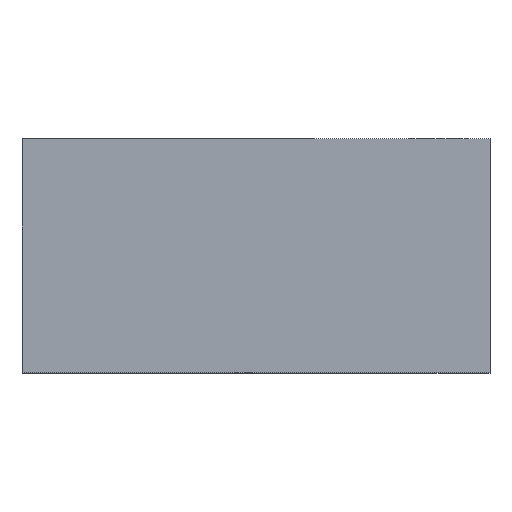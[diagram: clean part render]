
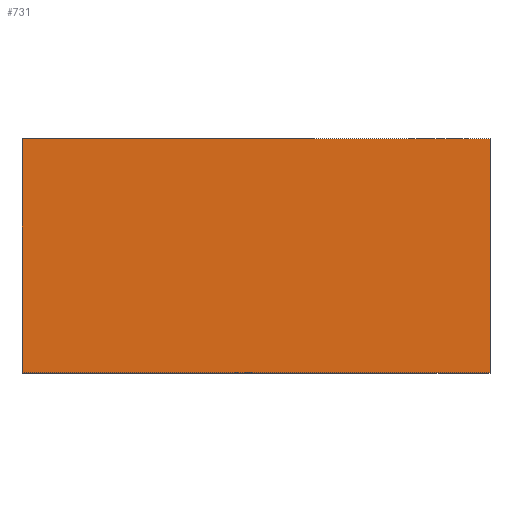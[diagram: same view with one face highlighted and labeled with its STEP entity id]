
A CAD part, top view. The second image highlights one B-rep face of the part: STEP entity #731.
In plain terms, the highlighted planar face has unit normal (0, 0, 1).
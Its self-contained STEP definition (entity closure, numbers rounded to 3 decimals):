
#109=DIRECTION('',(-1.,0.,0.));
#110=VECTOR('',#109,24.);
#111=CARTESIAN_POINT('',(40.,12.,11.));
#112=LINE('',#111,#110);
#245=DIRECTION('',(0.,1.,0.));
#246=VECTOR('',#245,12.);
#247=CARTESIAN_POINT('',(16.,0.,11.));
#248=LINE('',#247,#246);
#249=DIRECTION('',(0.,-1.,0.));
#250=VECTOR('',#249,12.);
#251=CARTESIAN_POINT('',(40.,12.,11.));
#252=LINE('',#251,#250);
#253=DIRECTION('',(-1.,0.,0.));
#254=VECTOR('',#253,24.);
#255=CARTESIAN_POINT('',(40.,0.,11.));
#256=LINE('',#255,#254);
#297=CARTESIAN_POINT('',(40.,12.,11.));
#299=VERTEX_POINT('',#297);
#309=CARTESIAN_POINT('',(40.,0.,11.));
#310=VERTEX_POINT('',#309);
#336=CARTESIAN_POINT('',(16.,0.,11.));
#338=VERTEX_POINT('',#336);
#344=CARTESIAN_POINT('',(16.,12.,11.));
#346=VERTEX_POINT('',#344);
#720=CARTESIAN_POINT('',(31.,10.,11.));
#721=DIRECTION('',(0.,0.,1.));
#722=DIRECTION('',(1.,0.,0.));
#723=AXIS2_PLACEMENT_3D('',#720,#721,#722);
#724=PLANE('',#723);
#725=ORIENTED_EDGE('',*,*,#501,.T.);
#726=ORIENTED_EDGE('',*,*,#535,.F.);
#727=ORIENTED_EDGE('',*,*,#699,.T.);
#728=ORIENTED_EDGE('',*,*,#618,.T.);
#729=EDGE_LOOP('',(#725,#726,#727,#728));
#730=FACE_OUTER_BOUND('',#729,.F.);
#731=ADVANCED_FACE('',(#730),#724,.T.);
#501=EDGE_CURVE('',#338,#346,#248,.T.);
#535=EDGE_CURVE('',#299,#346,#112,.T.);
#618=EDGE_CURVE('',#310,#338,#256,.T.);
#699=EDGE_CURVE('',#299,#310,#252,.T.);
